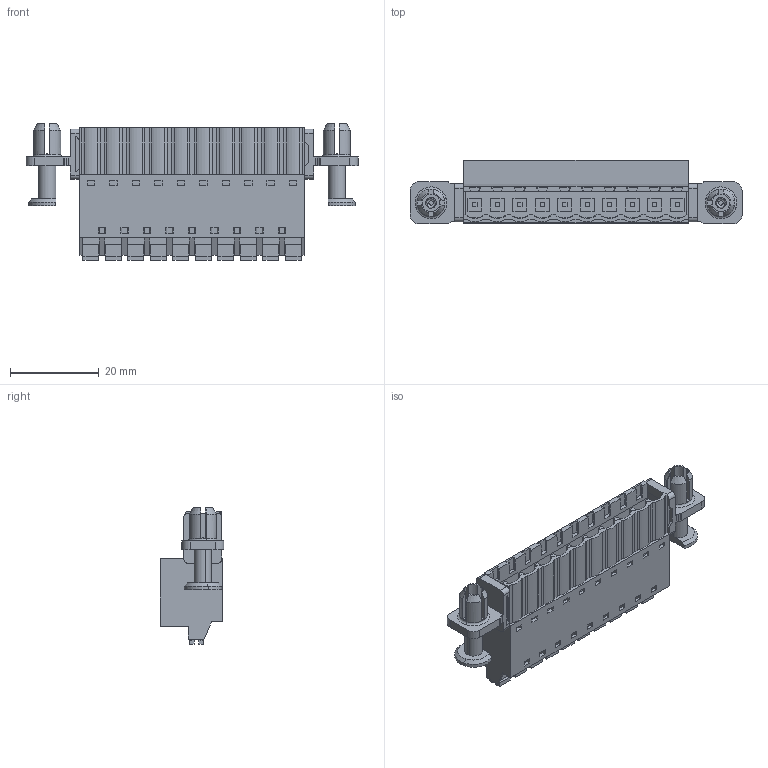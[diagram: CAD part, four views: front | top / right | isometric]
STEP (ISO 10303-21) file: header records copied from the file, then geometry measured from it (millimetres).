
FILE_DESCRIPTION(('CATIA V5 STEP Exchange','CAx-IF Rec.Pracs.--- Model Styling and Organization---1.4--- 2014-01-23'),'2;1');
FILE_NAME ('012345-1_0_1353680000_1353680000.stp','2022-05-18T13:54:56+00:00',('none'),('Weidmueller'),'CATIA Version 5-6 Release 2016 SP3 HF44','CATIA V5 STEP AP214','none');
FILE_SCHEMA(('AUTOMOTIVE_DESIGN { 1 0 10303 214 1 1 1 1 }'));
Length unit declared in the file: millimetre
Products named in the file (1): 1353680000
Bounding box: 75 x 14.41 x 30.85 mm (x, y, z)
Volume: 12328.7 mm3; surface area: 12056.7 mm2
Topology: 23 solids, 23 shells, 1163 faces, 3083 edges, 2020 vertices
Faces by surface type: plane 987, cylinder 128, extrusion 20, cone 20, torus 8
Entity records: 34369 total; most frequent: CARTESIAN_POINT 7174, ORIENTED_EDGE 6166, DIRECTION 4343, EDGE_CURVE 3083, VECTOR 2723, LINE 2703, VERTEX_POINT 2020, EDGE_LOOP 1273
